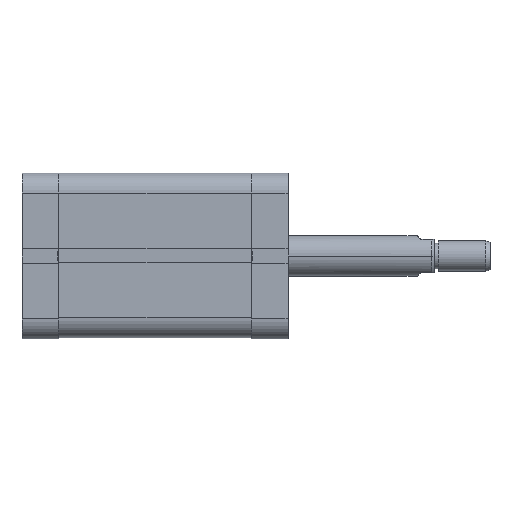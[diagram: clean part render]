
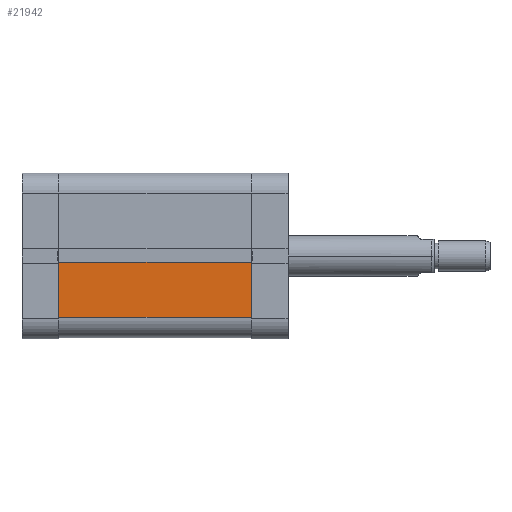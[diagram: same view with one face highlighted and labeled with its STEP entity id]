
A CAD part, front view. The second image highlights one B-rep face of the part: STEP entity #21942.
In plain terms, the highlighted planar face has unit normal (0, -1, 0).
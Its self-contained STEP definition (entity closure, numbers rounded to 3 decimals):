
#156 = PLANE ( 'NONE',  #8804 ) ;
#2433 = FACE_OUTER_BOUND ( 'NONE', #25745, .T. ) ;
#3918 = EDGE_CURVE ( 'NONE', #10537, #23698, #33701, .T. ) ;
#4132 = EDGE_CURVE ( 'NONE', #23698, #34479, #14701, .T. ) ;
#5232 = CARTESIAN_POINT ( 'NONE',  ( 76., -32.5, -32.5 ) ) ;
#6684 = VECTOR ( 'NONE', #12816, 1000. ) ;
#7474 = VECTOR ( 'NONE', #34412, 1000. ) ;
#7860 = ORIENTED_EDGE ( 'NONE', *, *, #3918, .T. ) ;
#7973 = CARTESIAN_POINT ( 'NONE',  ( 76.001, -32.5, -2.8 ) ) ;
#8301 = CARTESIAN_POINT ( 'NONE',  ( 0., -32.5, -2.8 ) ) ;
#8804 = AXIS2_PLACEMENT_3D ( 'NONE', #5232, #25178, #11609 ) ;
#9266 = LINE ( 'NONE', #15639, #6684 ) ;
#10537 = VERTEX_POINT ( 'NONE', #32620 ) ;
#11609 = DIRECTION ( 'NONE',  ( 0., 0., 1. ) ) ;
#11621 = VECTOR ( 'NONE', #35168, 1000. ) ;
#12384 = CARTESIAN_POINT ( 'NONE',  ( 0., -32.5, -24.5 ) ) ;
#12816 = DIRECTION ( 'NONE',  ( 1., 0., 0. ) ) ;
#14701 = LINE ( 'NONE', #23959, #11621 ) ;
#15639 = CARTESIAN_POINT ( 'NONE',  ( 76., -32.5, -24.5 ) ) ;
#18438 = VECTOR ( 'NONE', #31409, 1000. ) ;
#19232 = ORIENTED_EDGE ( 'NONE', *, *, #28739, .T. ) ;
#21942 = ADVANCED_FACE ( 'NONE', ( #2433 ), #156, .F. ) ;
#22363 = ORIENTED_EDGE ( 'NONE', *, *, #4132, .T. ) ;
#23698 = VERTEX_POINT ( 'NONE', #8301 ) ;
#23959 = CARTESIAN_POINT ( 'NONE',  ( 0., -32.5, -32.5 ) ) ;
#25178 = DIRECTION ( 'NONE',  ( 0., 1., 0. ) ) ;
#25745 = EDGE_LOOP ( 'NONE', ( #7860, #22363, #19232, #32492 ) ) ;
#26824 = CARTESIAN_POINT ( 'NONE',  ( 76., -32.5, -24.5 ) ) ;
#28739 = EDGE_CURVE ( 'NONE', #34479, #33833, #9266, .T. ) ;
#28966 = LINE ( 'NONE', #34204, #18438 ) ;
#30406 = EDGE_CURVE ( 'NONE', #10537, #33833, #28966, .T. ) ;
#31409 = DIRECTION ( 'NONE',  ( 0., 0., -1. ) ) ;
#32492 = ORIENTED_EDGE ( 'NONE', *, *, #30406, .F. ) ;
#32620 = CARTESIAN_POINT ( 'NONE',  ( 76., -32.5, -2.8 ) ) ;
#33701 = LINE ( 'NONE', #7973, #7474 ) ;
#33833 = VERTEX_POINT ( 'NONE', #26824 ) ;
#34204 = CARTESIAN_POINT ( 'NONE',  ( 76., -32.5, -32.5 ) ) ;
#34412 = DIRECTION ( 'NONE',  ( -1., 0., 0. ) ) ;
#34479 = VERTEX_POINT ( 'NONE', #12384 ) ;
#35168 = DIRECTION ( 'NONE',  ( 0., 0., -1. ) ) ;
